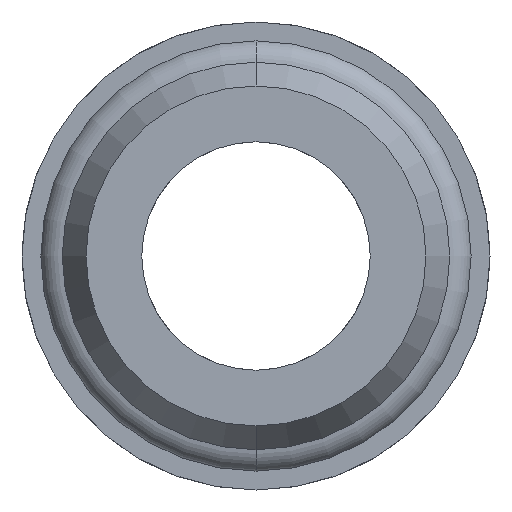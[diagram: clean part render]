
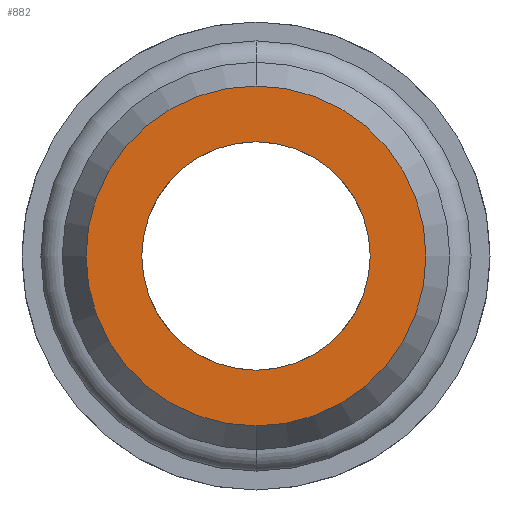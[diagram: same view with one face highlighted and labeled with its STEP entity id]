
A CAD part, front view. The second image highlights one B-rep face of the part: STEP entity #882.
In plain terms, the highlighted planar face has unit normal (0, -1, 0).
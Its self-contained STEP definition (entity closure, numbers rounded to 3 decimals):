
#882 = ADVANCED_FACE ( 'NONE', ( #1832, #1831 ), #1830, .T. ) ;
#883 = ORIENTED_EDGE ( 'NONE', *, *, #998, .F. ) ;
#891 = EDGE_LOOP ( 'NONE', ( #883, #999 ) ) ;
#920 = EDGE_CURVE ( 'NONE', #933, #921, #2008, .T. ) ;
#921 = VERTEX_POINT ( 'NONE', #2004 ) ;
#933 = VERTEX_POINT ( 'NONE', #1985 ) ;
#958 = EDGE_CURVE ( 'NONE', #959, #960, #2245, .T. ) ;
#959 = VERTEX_POINT ( 'NONE', #2235 ) ;
#960 = VERTEX_POINT ( 'NONE', #2234 ) ;
#998 = EDGE_CURVE ( 'NONE', #921, #933, #2144, .T. ) ;
#999 = ORIENTED_EDGE ( 'NONE', *, *, #920, .F. ) ;
#1000 = EDGE_LOOP ( 'NONE', ( #1014, #1016 ) ) ;
#1014 = ORIENTED_EDGE ( 'NONE', *, *, #1015, .T. ) ;
#1015 = EDGE_CURVE ( 'NONE', #960, #959, #2185, .T. ) ;
#1016 = ORIENTED_EDGE ( 'NONE', *, *, #958, .T. ) ;
#1826 = DIRECTION ( 'NONE',  ( 0., 0., -1. ) ) ;
#1827 = DIRECTION ( 'NONE',  ( 0., -1., 0. ) ) ;
#1828 = CARTESIAN_POINT ( 'NONE',  ( 0., 0., 0. ) ) ;
#1829 = AXIS2_PLACEMENT_3D ( 'NONE', #1828, #1827, #1826 ) ;
#1830 = PLANE ( 'NONE',  #1829 ) ;
#1831 = FACE_OUTER_BOUND ( 'NONE', #1000, .T. ) ;
#1832 = FACE_BOUND ( 'NONE', #891, .T. ) ;
#1909 = CARTESIAN_POINT ( 'NONE',  ( 0., 0., 0. ) ) ;
#1985 = CARTESIAN_POINT ( 'NONE',  ( 0., 0., 6.1 ) ) ;
#2004 = CARTESIAN_POINT ( 'NONE',  ( 0., 0., -6.1 ) ) ;
#2005 = DIRECTION ( 'NONE',  ( 0., 0., -1. ) ) ;
#2006 = DIRECTION ( 'NONE',  ( 0., -1., 0. ) ) ;
#2007 = AXIS2_PLACEMENT_3D ( 'NONE', #1909, #2006, #2005 ) ;
#2008 = CIRCLE ( 'NONE', #2007, 6.1 ) ;
#2123 = CARTESIAN_POINT ( 'NONE',  ( 0., 0., 0. ) ) ;
#2141 = DIRECTION ( 'NONE',  ( 0., 0., -1. ) ) ;
#2142 = DIRECTION ( 'NONE',  ( 0., -1., 0. ) ) ;
#2143 = AXIS2_PLACEMENT_3D ( 'NONE', #2148, #2142, #2141 ) ;
#2144 = CIRCLE ( 'NONE', #2143, 6.1 ) ;
#2148 = CARTESIAN_POINT ( 'NONE',  ( 0., 0., 0. ) ) ;
#2182 = DIRECTION ( 'NONE',  ( 0., 0., -1. ) ) ;
#2183 = DIRECTION ( 'NONE',  ( 0., -1., 0. ) ) ;
#2184 = AXIS2_PLACEMENT_3D ( 'NONE', #2123, #2183, #2182 ) ;
#2185 = CIRCLE ( 'NONE', #2184, 9.08 ) ;
#2234 = CARTESIAN_POINT ( 'NONE',  ( 0., 0., 9.08 ) ) ;
#2235 = CARTESIAN_POINT ( 'NONE',  ( 0., 0., -9.08 ) ) ;
#2236 = DIRECTION ( 'NONE',  ( 0., 0., -1. ) ) ;
#2237 = DIRECTION ( 'NONE',  ( 0., -1., 0. ) ) ;
#2238 = CARTESIAN_POINT ( 'NONE',  ( 0., 0., 0. ) ) ;
#2239 = AXIS2_PLACEMENT_3D ( 'NONE', #2238, #2237, #2236 ) ;
#2245 = CIRCLE ( 'NONE', #2239, 9.08 ) ;
